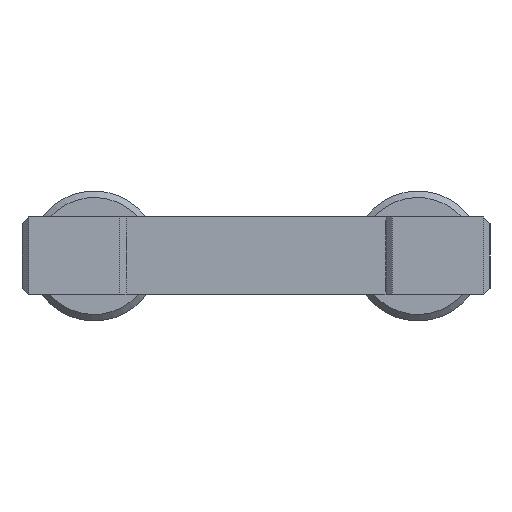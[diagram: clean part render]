
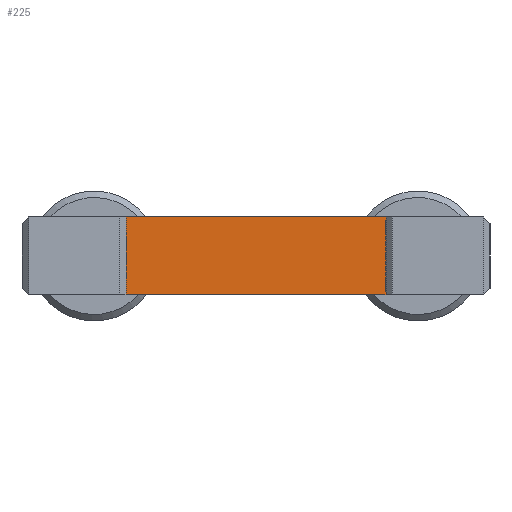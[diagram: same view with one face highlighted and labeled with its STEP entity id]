
A CAD part, left-side view. The second image highlights one B-rep face of the part: STEP entity #225.
In plain terms, the highlighted planar face has unit normal (-1, 0, 0).
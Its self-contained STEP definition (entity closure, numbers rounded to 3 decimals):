
#39 = CARTESIAN_POINT ( 'NONE',  ( 5., 10., 3. ) ) ;
#69 = EDGE_CURVE ( 'NONE', #1779, #72, #572, .T. ) ;
#72 = VERTEX_POINT ( 'NONE', #1496 ) ;
#92 = CARTESIAN_POINT ( 'NONE',  ( 5., 10., -3. ) ) ;
#105 = DIRECTION ( 'NONE',  ( 0., 0., 1. ) ) ;
#177 = LINE ( 'NONE', #92, #1146 ) ;
#225 = ADVANCED_FACE ( 'NONE', ( #1732 ), #1093, .F. ) ;
#242 = VERTEX_POINT ( 'NONE', #804 ) ;
#274 = ORIENTED_EDGE ( 'NONE', *, *, #1512, .T. ) ;
#287 = VECTOR ( 'NONE', #1728, 1000. ) ;
#329 = CARTESIAN_POINT ( 'NONE',  ( 5., 10., -3. ) ) ;
#407 = LINE ( 'NONE', #1815, #1910 ) ;
#490 = AXIS2_PLACEMENT_3D ( 'NONE', #504, #1244, #496 ) ;
#496 = DIRECTION ( 'NONE',  ( 0., 1., 0. ) ) ;
#504 = CARTESIAN_POINT ( 'NONE',  ( 5., 10., -3. ) ) ;
#553 = EDGE_CURVE ( 'NONE', #1805, #242, #177, .T. ) ;
#572 = LINE ( 'NONE', #881, #642 ) ;
#605 = EDGE_CURVE ( 'NONE', #1779, #1805, #407, .T. ) ;
#642 = VECTOR ( 'NONE', #1661, 1000. ) ;
#804 = CARTESIAN_POINT ( 'NONE',  ( 5., 10., 3. ) ) ;
#809 = ORIENTED_EDGE ( 'NONE', *, *, #605, .F. ) ;
#881 = CARTESIAN_POINT ( 'NONE',  ( 5., -10., -3. ) ) ;
#1005 = ORIENTED_EDGE ( 'NONE', *, *, #69, .T. ) ;
#1018 = DIRECTION ( 'NONE',  ( 0., 1., 0. ) ) ;
#1093 = PLANE ( 'NONE',  #490 ) ;
#1104 = LINE ( 'NONE', #39, #287 ) ;
#1146 = VECTOR ( 'NONE', #105, 1000. ) ;
#1189 = ORIENTED_EDGE ( 'NONE', *, *, #553, .F. ) ;
#1244 = DIRECTION ( 'NONE',  ( 1., 0., 0. ) ) ;
#1320 = CARTESIAN_POINT ( 'NONE',  ( 5., -10., -3. ) ) ;
#1496 = CARTESIAN_POINT ( 'NONE',  ( 5., -10., 3. ) ) ;
#1512 = EDGE_CURVE ( 'NONE', #72, #242, #1104, .T. ) ;
#1649 = EDGE_LOOP ( 'NONE', ( #274, #1189, #809, #1005 ) ) ;
#1661 = DIRECTION ( 'NONE',  ( 0., 0., 1. ) ) ;
#1728 = DIRECTION ( 'NONE',  ( 0., 1., 0. ) ) ;
#1732 = FACE_OUTER_BOUND ( 'NONE', #1649, .T. ) ;
#1779 = VERTEX_POINT ( 'NONE', #1320 ) ;
#1805 = VERTEX_POINT ( 'NONE', #329 ) ;
#1815 = CARTESIAN_POINT ( 'NONE',  ( 5., 10., -3. ) ) ;
#1910 = VECTOR ( 'NONE', #1018, 1000. ) ;
